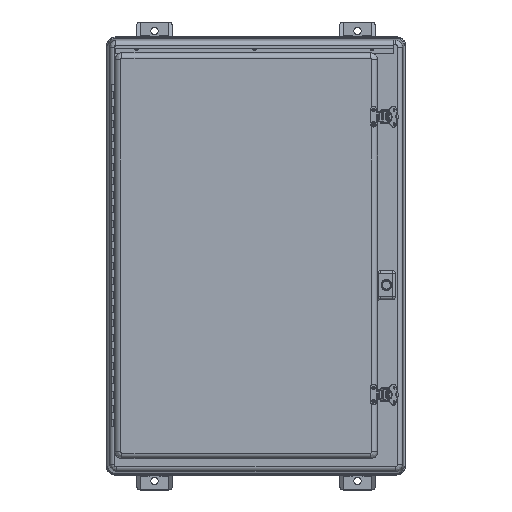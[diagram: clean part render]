
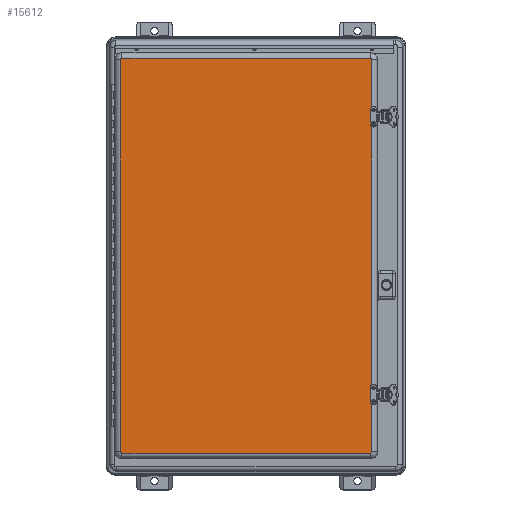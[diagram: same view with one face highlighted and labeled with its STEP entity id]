
A CAD part, top view. The second image highlights one B-rep face of the part: STEP entity #15612.
In plain terms, the highlighted planar face has unit normal (0, 0, 1).
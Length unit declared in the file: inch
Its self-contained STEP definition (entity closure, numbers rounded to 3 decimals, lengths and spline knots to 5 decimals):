
#503=PLANE($,#16933);
#1296=LINE($,#28921,#2515);
#1298=LINE($,#28926,#2517);
#1299=LINE($,#28959,#2518);
#1302=LINE($,#28966,#2521);
#2515=VECTOR($,#19970,17.4375);
#2517=VECTOR($,#19976,27.5);
#2518=VECTOR($,#19993,27.5);
#2521=VECTOR($,#20000,17.4375);
#4181=FACE_OUTER_BOUND($,#5223,.T.);
#5223=EDGE_LOOP($,(#12366,#12367,#12368,#12369,#12370,#12371,#12372,#12373));
#6283=CIRCLE($,#16910,0.10404);
#6289=CIRCLE($,#16918,0.10404);
#6293=CIRCLE($,#16922,0.10404);
#6297=CIRCLE($,#16928,0.10404);
#7374=VERTEX_POINT($,#28911);
#7375=VERTEX_POINT($,#28913);
#7377=VERTEX_POINT($,#28919);
#7378=VERTEX_POINT($,#28924);
#7380=VERTEX_POINT($,#28937);
#7381=VERTEX_POINT($,#28950);
#7384=VERTEX_POINT($,#28957);
#7385=VERTEX_POINT($,#28962);
#9179=EDGE_CURVE($,#7374,#7375,#6283,.T.);
#9183=EDGE_CURVE($,#7377,#7374,#1296,.T.);
#9186=EDGE_CURVE($,#7375,#7378,#1298,.T.);
#9188=EDGE_CURVE($,#7380,#7377,#6289,.T.);
#9192=EDGE_CURVE($,#7378,#7381,#6293,.T.);
#9194=EDGE_CURVE($,#7384,#7380,#1299,.T.);
#9198=EDGE_CURVE($,#7381,#7385,#1302,.T.);
#9200=EDGE_CURVE($,#7385,#7384,#6297,.T.);
#12366=ORIENTED_EDGE($,*,*,#9179,.F.);
#12367=ORIENTED_EDGE($,*,*,#9183,.F.);
#12368=ORIENTED_EDGE($,*,*,#9188,.F.);
#12369=ORIENTED_EDGE($,*,*,#9194,.F.);
#12370=ORIENTED_EDGE($,*,*,#9200,.F.);
#12371=ORIENTED_EDGE($,*,*,#9198,.F.);
#12372=ORIENTED_EDGE($,*,*,#9192,.F.);
#12373=ORIENTED_EDGE($,*,*,#9186,.F.);
#15612=ADVANCED_FACE($,(#4181),#503,.T.);
#16910=AXIS2_PLACEMENT_3D($,#28914,#19960,#19961);
#16918=AXIS2_PLACEMENT_3D($,#28939,#19979,#19980);
#16922=AXIS2_PLACEMENT_3D($,#28954,#19987,#19988);
#16928=AXIS2_PLACEMENT_3D($,#28977,#20003,#20004);
#16933=AXIS2_PLACEMENT_3D($,#28986,#20017,#20018);
#19960=DIRECTION('center_axis',(0.,0.,-1.));
#19961=DIRECTION('ref_axis',(0.707,0.707,0.));
#19970=DIRECTION($,(1.,0.,0.));
#19976=DIRECTION($,(0.,-1.,0.));
#19979=DIRECTION('center_axis',(0.,0.,-1.));
#19980=DIRECTION('ref_axis',(-0.707,0.707,0.));
#19987=DIRECTION('center_axis',(0.,0.,-1.));
#19988=DIRECTION('ref_axis',(0.707,-0.707,0.));
#19993=DIRECTION($,(0.,1.,0.));
#20000=DIRECTION($,(-1.,0.,0.));
#20003=DIRECTION('center_axis',(0.,0.,-1.));
#20004=DIRECTION('ref_axis',(-0.707,-0.707,0.));
#20017=DIRECTION('center_axis',(0.,0.,1.));
#20018=DIRECTION('ref_axis',(1.,0.,0.));
#28911=CARTESIAN_POINT('',(8.71875,13.85404,0.96875));
#28913=CARTESIAN_POINT('',(8.82279,13.75,0.96875));
#28914=CARTESIAN_POINT('Origin',(8.71875,13.75,0.96875));
#28919=CARTESIAN_POINT('',(-8.71875,13.85404,0.96875));
#28921=CARTESIAN_POINT($,(-8.71875,13.85404,0.96875));
#28924=CARTESIAN_POINT('',(8.82279,-13.75,0.96875));
#28926=CARTESIAN_POINT($,(8.82279,13.75,0.96875));
#28937=CARTESIAN_POINT('',(-8.82279,13.75,0.96875));
#28939=CARTESIAN_POINT('Origin',(-8.71875,13.75,0.96875));
#28950=CARTESIAN_POINT('',(8.71875,-13.85404,0.96875));
#28954=CARTESIAN_POINT('Origin',(8.71875,-13.75,0.96875));
#28957=CARTESIAN_POINT('',(-8.82279,-13.75,0.96875));
#28959=CARTESIAN_POINT($,(-8.82279,-13.75,0.96875));
#28962=CARTESIAN_POINT('',(-8.71875,-13.85404,0.96875));
#28966=CARTESIAN_POINT($,(8.71875,-13.85404,0.96875));
#28977=CARTESIAN_POINT('Origin',(-8.71875,-13.75,0.96875));
#28986=CARTESIAN_POINT('Origin',(0.,0.,0.96875));
